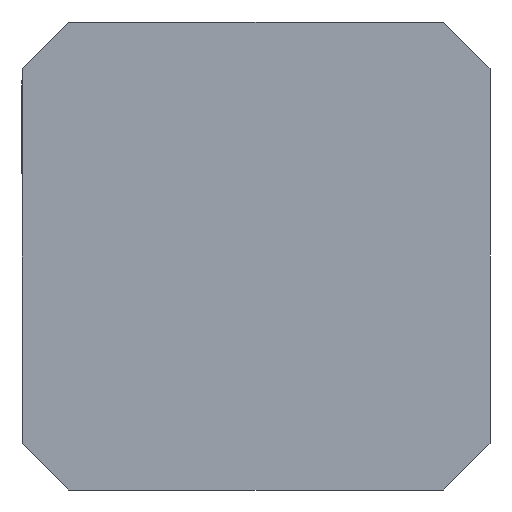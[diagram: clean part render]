
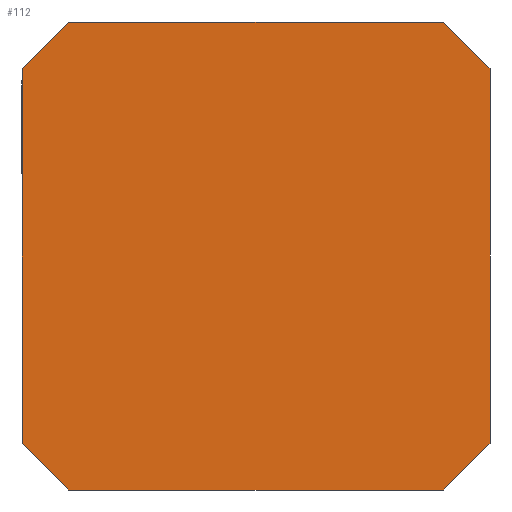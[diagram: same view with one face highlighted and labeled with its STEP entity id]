
A CAD part, front view. The second image highlights one B-rep face of the part: STEP entity #112.
In plain terms, the highlighted planar face has unit normal (0, -1, 0).
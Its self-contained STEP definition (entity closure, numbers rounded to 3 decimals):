
#45 = CARTESIAN_POINT ( 'NONE',  ( 0., -69., 0. ) ) ;
#59 = VECTOR ( 'NONE', #1063, 1000. ) ;
#94 = DIRECTION ( 'NONE',  ( 0., 0., 1. ) ) ;
#96 = CARTESIAN_POINT ( 'NONE',  ( 37.8, -69., -42. ) ) ;
#105 = LINE ( 'NONE', #684, #697 ) ;
#106 = LINE ( 'NONE', #96, #379 ) ;
#112 = ADVANCED_FACE ( 'NONE', ( #1086 ), #1336, .T. ) ;
#131 = ORIENTED_EDGE ( 'NONE', *, *, #970, .F. ) ;
#141 = ORIENTED_EDGE ( 'NONE', *, *, #1177, .F. ) ;
#153 = VECTOR ( 'NONE', #94, 1000. ) ;
#220 = CARTESIAN_POINT ( 'NONE',  ( 42., -69., -4.2 ) ) ;
#222 = DIRECTION ( 'NONE',  ( 0.707, 0., -0.707 ) ) ;
#224 = LINE ( 'NONE', #329, #1045 ) ;
#230 = DIRECTION ( 'NONE',  ( 0., -1., 0. ) ) ;
#233 = VECTOR ( 'NONE', #1129, 1000. ) ;
#275 = ORIENTED_EDGE ( 'NONE', *, *, #826, .T. ) ;
#288 = VERTEX_POINT ( 'NONE', #734 ) ;
#300 = VERTEX_POINT ( 'NONE', #407 ) ;
#329 = CARTESIAN_POINT ( 'NONE',  ( 4.2, -69., -42. ) ) ;
#335 = CARTESIAN_POINT ( 'NONE',  ( 37.8, -69., 0. ) ) ;
#344 = ORIENTED_EDGE ( 'NONE', *, *, #770, .F. ) ;
#346 = AXIS2_PLACEMENT_3D ( 'NONE', #685, #230, #981 ) ;
#379 = VECTOR ( 'NONE', #1410, 1000. ) ;
#402 = VECTOR ( 'NONE', #525, 1000. ) ;
#407 = CARTESIAN_POINT ( 'NONE',  ( 4.2, -69., 0. ) ) ;
#413 = CARTESIAN_POINT ( 'NONE',  ( 42., -69., 0. ) ) ;
#430 = EDGE_CURVE ( 'NONE', #1224, #520, #1299, .T. ) ;
#462 = VERTEX_POINT ( 'NONE', #220 ) ;
#483 = EDGE_CURVE ( 'NONE', #598, #815, #106, .T. ) ;
#494 = CARTESIAN_POINT ( 'NONE',  ( 37.8, -69., 0. ) ) ;
#513 = VERTEX_POINT ( 'NONE', #335 ) ;
#520 = VERTEX_POINT ( 'NONE', #878 ) ;
#522 = LINE ( 'NONE', #494, #233 ) ;
#525 = DIRECTION ( 'NONE',  ( 0., 0., -1. ) ) ;
#536 = EDGE_CURVE ( 'NONE', #462, #513, #522, .T. ) ;
#540 = ORIENTED_EDGE ( 'NONE', *, *, #1109, .T. ) ;
#598 = VERTEX_POINT ( 'NONE', #1133 ) ;
#654 = EDGE_LOOP ( 'NONE', ( #1319, #344, #1288, #141, #275, #744, #540, #131 ) ) ;
#684 = CARTESIAN_POINT ( 'NONE',  ( 0., -69., 0. ) ) ;
#685 = CARTESIAN_POINT ( 'NONE',  ( 0., -69., 0. ) ) ;
#689 = LINE ( 'NONE', #413, #402 ) ;
#697 = VECTOR ( 'NONE', #796, 1000. ) ;
#734 = CARTESIAN_POINT ( 'NONE',  ( 4.2, -69., -42. ) ) ;
#744 = ORIENTED_EDGE ( 'NONE', *, *, #430, .F. ) ;
#770 = EDGE_CURVE ( 'NONE', #462, #815, #689, .T. ) ;
#796 = DIRECTION ( 'NONE',  ( 1., 0., 0. ) ) ;
#815 = VERTEX_POINT ( 'NONE', #956 ) ;
#826 = EDGE_CURVE ( 'NONE', #300, #520, #917, .T. ) ;
#853 = CARTESIAN_POINT ( 'NONE',  ( 0., -69., -4.2 ) ) ;
#878 = CARTESIAN_POINT ( 'NONE',  ( 0., -69., -4.2 ) ) ;
#903 = CARTESIAN_POINT ( 'NONE',  ( 0., -69., -37.8 ) ) ;
#908 = VECTOR ( 'NONE', #961, 1000. ) ;
#917 = LINE ( 'NONE', #853, #908 ) ;
#956 = CARTESIAN_POINT ( 'NONE',  ( 42., -69., -37.8 ) ) ;
#961 = DIRECTION ( 'NONE',  ( -0.707, 0., -0.707 ) ) ;
#970 = EDGE_CURVE ( 'NONE', #598, #288, #1178, .T. ) ;
#981 = DIRECTION ( 'NONE',  ( 0., 0., -1. ) ) ;
#1045 = VECTOR ( 'NONE', #222, 1000. ) ;
#1063 = DIRECTION ( 'NONE',  ( -1., 0., 0. ) ) ;
#1086 = FACE_OUTER_BOUND ( 'NONE', #654, .T. ) ;
#1109 = EDGE_CURVE ( 'NONE', #1224, #288, #224, .T. ) ;
#1129 = DIRECTION ( 'NONE',  ( -0.707, 0., 0.707 ) ) ;
#1133 = CARTESIAN_POINT ( 'NONE',  ( 37.8, -69., -42. ) ) ;
#1177 = EDGE_CURVE ( 'NONE', #300, #513, #105, .T. ) ;
#1178 = LINE ( 'NONE', #1285, #59 ) ;
#1224 = VERTEX_POINT ( 'NONE', #903 ) ;
#1285 = CARTESIAN_POINT ( 'NONE',  ( 0., -69., -42. ) ) ;
#1288 = ORIENTED_EDGE ( 'NONE', *, *, #536, .T. ) ;
#1299 = LINE ( 'NONE', #45, #153 ) ;
#1319 = ORIENTED_EDGE ( 'NONE', *, *, #483, .T. ) ;
#1336 = PLANE ( 'NONE',  #346 ) ;
#1410 = DIRECTION ( 'NONE',  ( 0.707, 0., 0.707 ) ) ;
